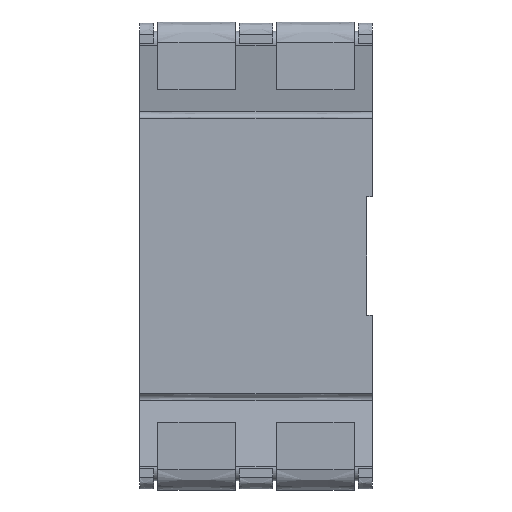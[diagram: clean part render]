
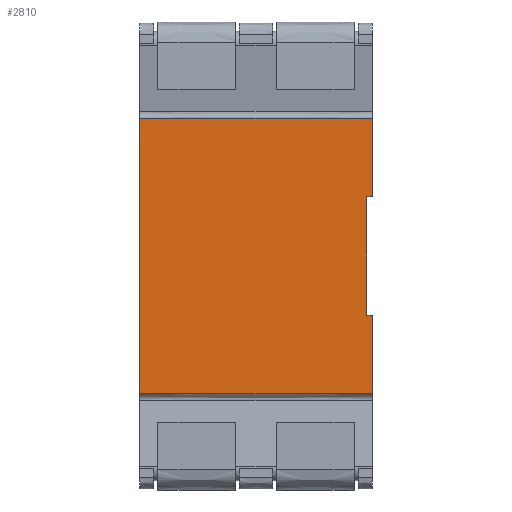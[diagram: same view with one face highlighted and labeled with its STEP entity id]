
A CAD part, front view. The second image highlights one B-rep face of the part: STEP entity #2810.
In plain terms, the highlighted free-form (B-spline) face has degree [1, 1] with [2, 2] control points.
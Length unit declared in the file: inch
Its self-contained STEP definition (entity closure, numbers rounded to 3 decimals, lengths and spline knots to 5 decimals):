
#4=DIRECTION('',(-1.,0.,0.));
#5=VECTOR('',#4,0.005);
#6=CARTESIAN_POINT('',(0.098,-0.043,-0.05));
#7=LINE('',#6,#5);
#12=DIRECTION('',(0.,0.,-1.));
#13=VECTOR('',#12,0.066);
#14=CARTESIAN_POINT('',(0.098,-0.043,-0.05));
#15=LINE('',#14,#13);
#19=DIRECTION('',(0.,0.,-1.));
#20=VECTOR('',#19,0.232);
#21=CARTESIAN_POINT('',(-0.098,-0.043,0.116));
#22=LINE('',#21,#20);
#26=DIRECTION('',(0.,0.,-1.));
#27=VECTOR('',#26,0.066);
#28=CARTESIAN_POINT('',(0.098,-0.043,0.116));
#29=LINE('',#28,#27);
#33=DIRECTION('',(-1.,0.,0.));
#34=VECTOR('',#33,0.005);
#35=CARTESIAN_POINT('',(0.098,-0.043,0.05));
#36=LINE('',#35,#34);
#40=DIRECTION('',(0.,0.,1.));
#41=VECTOR('',#40,0.1);
#42=CARTESIAN_POINT('',(0.093,-0.043,-0.05));
#43=LINE('',#42,#41);
#800=DIRECTION('',(1.,0.,0.));
#801=VECTOR('',#800,0.196);
#802=CARTESIAN_POINT('',(-0.098,-0.043,0.116));
#803=LINE('',#802,#801);
#892=DIRECTION('',(1.,0.,0.));
#893=VECTOR('',#892,0.196);
#894=CARTESIAN_POINT('',(-0.098,-0.043,-0.116));
#895=LINE('',#894,#893);
#2523=CARTESIAN_POINT('',(-0.098,-0.043,0.116));
#2524=CARTESIAN_POINT('',(-0.098,-0.043,-0.116));
#2525=VERTEX_POINT('',#2523);
#2526=VERTEX_POINT('',#2524);
#2527=CARTESIAN_POINT('',(0.098,-0.043,-0.116));
#2529=VERTEX_POINT('',#2527);
#2563=CARTESIAN_POINT('',(0.098,-0.043,0.116));
#2565=VERTEX_POINT('',#2563);
#2595=CARTESIAN_POINT('',(0.098,-0.043,-0.05));
#2596=CARTESIAN_POINT('',(0.093,-0.043,-0.05));
#2597=VERTEX_POINT('',#2595);
#2598=VERTEX_POINT('',#2596);
#2599=CARTESIAN_POINT('',(0.093,-0.043,0.05));
#2600=VERTEX_POINT('',#2599);
#2601=CARTESIAN_POINT('',(0.098,-0.043,0.05));
#2602=VERTEX_POINT('',#2601);
#2787=CARTESIAN_POINT('',(-0.10192,-0.043,0.12064));
#2788=CARTESIAN_POINT('',(0.10192,-0.043,0.12064));
#2789=CARTESIAN_POINT('',(-0.10192,-0.043,-0.12064));
#2790=CARTESIAN_POINT('',(0.10192,-0.043,-0.12064));
#2791=B_SPLINE_SURFACE_WITH_KNOTS('',1,1,((#2787,#2788),(#2789,#2790)),
.UNSPECIFIED.,.F.,.F.,.F.,(2,2),(2,2),(-0.12064,0.12064),(-0.00192,
0.20192),.UNSPECIFIED.);
#2793=ORIENTED_EDGE('',*,*,#2792,.F.);
#2795=ORIENTED_EDGE('',*,*,#2794,.T.);
#2797=ORIENTED_EDGE('',*,*,#2796,.F.);
#2799=ORIENTED_EDGE('',*,*,#2798,.F.);
#2801=ORIENTED_EDGE('',*,*,#2800,.T.);
#2803=ORIENTED_EDGE('',*,*,#2802,.T.);
#2805=ORIENTED_EDGE('',*,*,#2804,.T.);
#2807=ORIENTED_EDGE('',*,*,#2806,.F.);
#2808=EDGE_LOOP('',(#2793,#2795,#2797,#2799,#2801,#2803,#2805,#2807));
#2809=FACE_OUTER_BOUND('',#2808,.F.);
#2810=ADVANCED_FACE('',(#2809),#2791,.T.);
#2792=EDGE_CURVE('',#2597,#2598,#7,.T.);
#2794=EDGE_CURVE('',#2597,#2529,#15,.T.);
#2796=EDGE_CURVE('',#2526,#2529,#895,.T.);
#2798=EDGE_CURVE('',#2525,#2526,#22,.T.);
#2800=EDGE_CURVE('',#2525,#2565,#803,.T.);
#2802=EDGE_CURVE('',#2565,#2602,#29,.T.);
#2804=EDGE_CURVE('',#2602,#2600,#36,.T.);
#2806=EDGE_CURVE('',#2598,#2600,#43,.T.);
